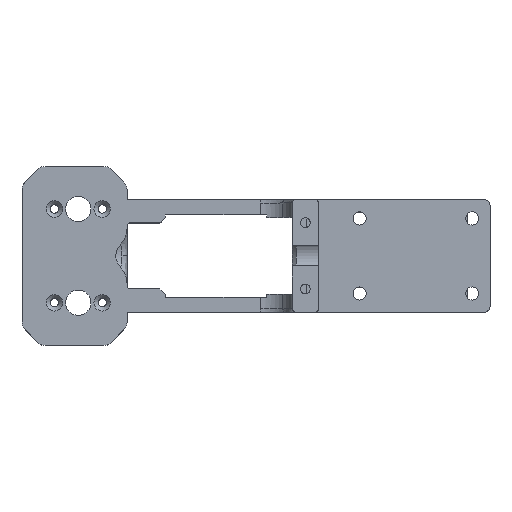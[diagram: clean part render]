
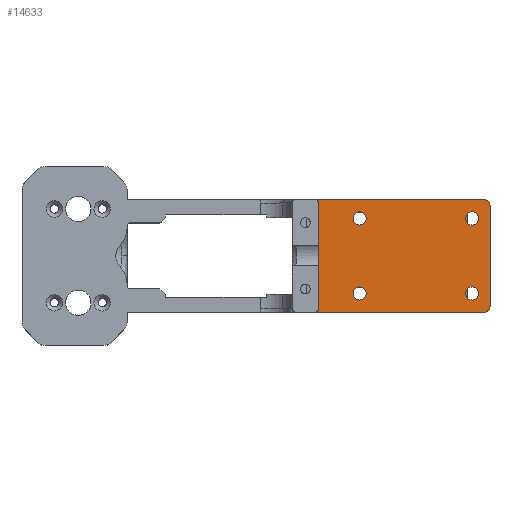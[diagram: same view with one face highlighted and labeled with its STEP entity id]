
A CAD part, top view. The second image highlights one B-rep face of the part: STEP entity #14633.
In plain terms, the highlighted planar face has unit normal (0, 0, 1).
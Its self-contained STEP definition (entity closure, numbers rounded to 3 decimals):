
#146=FACE_BOUND('',#2394,.T.);
#147=FACE_BOUND('',#2395,.T.);
#148=FACE_BOUND('',#2396,.T.);
#149=FACE_BOUND('',#2397,.T.);
#346=CIRCLE('',#15209,1.75);
#351=CIRCLE('',#15215,1.75);
#356=CIRCLE('',#15221,1.75);
#361=CIRCLE('',#15227,1.75);
#466=CIRCLE('',#15555,1.5);
#467=CIRCLE('',#15556,0.9);
#468=CIRCLE('',#15557,0.9);
#469=CIRCLE('',#15558,1.5);
#1544=FACE_OUTER_BOUND('',#2393,.T.);
#2393=EDGE_LOOP('',(#11622,#11623,#11624,#11625,#11626,#11627,#11628,#11629));
#2394=EDGE_LOOP('',(#11630));
#2395=EDGE_LOOP('',(#11631));
#2396=EDGE_LOOP('',(#11632));
#2397=EDGE_LOOP('',(#11633));
#3237=LINE('',#21032,#4696);
#3296=LINE('',#21704,#4755);
#3754=LINE('',#25040,#5213);
#3755=LINE('',#25045,#5214);
#4696=VECTOR('',#16711,1000.);
#4755=VECTOR('',#16772,1000.);
#5213=VECTOR('',#17630,1000.);
#5214=VECTOR('',#17635,1000.);
#6030=VERTEX_POINT('',#20267);
#6035=VERTEX_POINT('',#20279);
#6040=VERTEX_POINT('',#20291);
#6045=VERTEX_POINT('',#20303);
#6283=VERTEX_POINT('',#21029);
#6284=VERTEX_POINT('',#21031);
#6395=VERTEX_POINT('',#21701);
#6396=VERTEX_POINT('',#21703);
#6830=VERTEX_POINT('',#25038);
#6831=VERTEX_POINT('',#25039);
#6832=VERTEX_POINT('',#25042);
#6833=VERTEX_POINT('',#25044);
#7528=EDGE_CURVE('',#6030,#6030,#346,.T.);
#7534=EDGE_CURVE('',#6035,#6035,#351,.T.);
#7540=EDGE_CURVE('',#6040,#6040,#356,.T.);
#7546=EDGE_CURVE('',#6045,#6045,#361,.T.);
#7837=EDGE_CURVE('',#6284,#6283,#3237,.T.);
#7954=EDGE_CURVE('',#6396,#6395,#3296,.T.);
#8605=EDGE_CURVE('',#6830,#6831,#3754,.T.);
#8606=EDGE_CURVE('',#6830,#6284,#466,.T.);
#8607=EDGE_CURVE('',#6283,#6832,#467,.T.);
#8608=EDGE_CURVE('',#6832,#6833,#3755,.T.);
#8609=EDGE_CURVE('',#6833,#6396,#468,.T.);
#8610=EDGE_CURVE('',#6395,#6831,#469,.T.);
#11622=ORIENTED_EDGE('',*,*,#8605,.F.);
#11623=ORIENTED_EDGE('',*,*,#8606,.T.);
#11624=ORIENTED_EDGE('',*,*,#7837,.T.);
#11625=ORIENTED_EDGE('',*,*,#8607,.T.);
#11626=ORIENTED_EDGE('',*,*,#8608,.T.);
#11627=ORIENTED_EDGE('',*,*,#8609,.T.);
#11628=ORIENTED_EDGE('',*,*,#7954,.T.);
#11629=ORIENTED_EDGE('',*,*,#8610,.T.);
#11630=ORIENTED_EDGE('',*,*,#7528,.F.);
#11631=ORIENTED_EDGE('',*,*,#7540,.F.);
#11632=ORIENTED_EDGE('',*,*,#7546,.F.);
#11633=ORIENTED_EDGE('',*,*,#7534,.F.);
#14077=PLANE('',#15554);
#14633=ADVANCED_FACE('',(#1544,#146,#147,#148,#149),#14077,.T.);
#15209=AXIS2_PLACEMENT_3D('',#20269,#16218,#16219);
#15215=AXIS2_PLACEMENT_3D('',#20281,#16231,#16232);
#15221=AXIS2_PLACEMENT_3D('',#20293,#16244,#16245);
#15227=AXIS2_PLACEMENT_3D('',#20305,#16257,#16258);
#15554=AXIS2_PLACEMENT_3D('',#25037,#17628,#17629);
#15555=AXIS2_PLACEMENT_3D('',#25041,#17631,#17632);
#15556=AXIS2_PLACEMENT_3D('',#25043,#17633,#17634);
#15557=AXIS2_PLACEMENT_3D('',#25046,#17636,#17637);
#15558=AXIS2_PLACEMENT_3D('',#25047,#17638,#17639);
#16218=DIRECTION('center_axis',(0.,0.,1.));
#16219=DIRECTION('ref_axis',(0.,1.,0.));
#16231=DIRECTION('center_axis',(0.,0.,1.));
#16232=DIRECTION('ref_axis',(0.,-1.,0.));
#16244=DIRECTION('center_axis',(0.,0.,1.));
#16245=DIRECTION('ref_axis',(0.,1.,0.));
#16257=DIRECTION('center_axis',(0.,0.,1.));
#16258=DIRECTION('ref_axis',(0.,-1.,0.));
#16711=DIRECTION('',(-1.,0.,0.));
#16772=DIRECTION('',(1.,0.,0.));
#17628=DIRECTION('center_axis',(0.,0.,1.));
#17629=DIRECTION('ref_axis',(0.,-1.,0.));
#17630=DIRECTION('',(0.,-1.,0.));
#17631=DIRECTION('center_axis',(0.,0.,1.));
#17632=DIRECTION('ref_axis',(0.,-1.,0.));
#17633=DIRECTION('center_axis',(0.,0.,-1.));
#17634=DIRECTION('ref_axis',(0.,-1.,0.));
#17635=DIRECTION('',(0.,-1.,0.));
#17636=DIRECTION('center_axis',(0.,0.,-1.));
#17637=DIRECTION('ref_axis',(0.,-1.,0.));
#17638=DIRECTION('center_axis',(0.,0.,1.));
#17639=DIRECTION('ref_axis',(0.,-1.,0.));
#20267=CARTESIAN_POINT('',(72.251,4.09,32.));
#20269=CARTESIAN_POINT('Origin',(72.251,2.34,32.));
#20279=CARTESIAN_POINT('',(72.251,24.09,32.));
#20281=CARTESIAN_POINT('Origin',(72.251,22.34,32.));
#20291=CARTESIAN_POINT('',(102.251,4.09,32.));
#20293=CARTESIAN_POINT('Origin',(102.251,2.34,32.));
#20303=CARTESIAN_POINT('',(102.251,24.09,32.));
#20305=CARTESIAN_POINT('Origin',(102.251,22.34,32.));
#21029=CARTESIAN_POINT('',(60.351,27.34,32.));
#21031=CARTESIAN_POINT('',(105.5,27.34,32.));
#21032=CARTESIAN_POINT('',(0.,27.34,32.));
#21701=CARTESIAN_POINT('',(105.5,-2.66,32.));
#21703=CARTESIAN_POINT('',(60.351,-2.66,32.));
#21704=CARTESIAN_POINT('',(0.,-2.66,32.));
#25037=CARTESIAN_POINT('Origin',(137.62,12.34,32.));
#25038=CARTESIAN_POINT('',(107.,25.84,32.));
#25039=CARTESIAN_POINT('',(107.,-1.16,32.));
#25040=CARTESIAN_POINT('',(107.,12.34,32.));
#25041=CARTESIAN_POINT('Origin',(105.5,25.84,32.));
#25042=CARTESIAN_POINT('',(61.251,26.44,32.));
#25043=CARTESIAN_POINT('Origin',(60.351,26.44,32.));
#25044=CARTESIAN_POINT('',(61.251,-1.76,32.));
#25045=CARTESIAN_POINT('',(61.251,12.34,32.));
#25046=CARTESIAN_POINT('Origin',(60.351,-1.76,32.));
#25047=CARTESIAN_POINT('Origin',(105.5,-1.16,32.));
